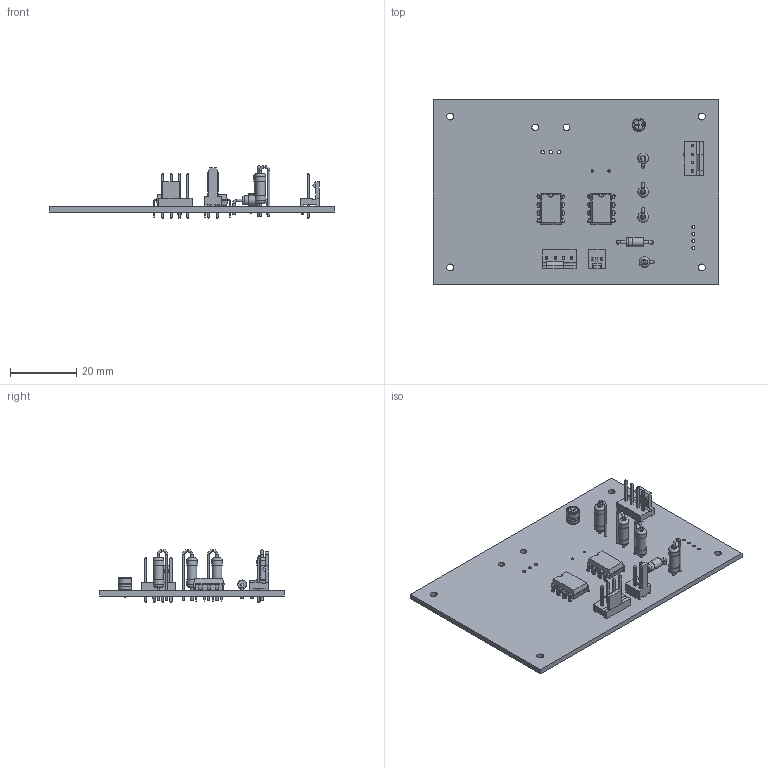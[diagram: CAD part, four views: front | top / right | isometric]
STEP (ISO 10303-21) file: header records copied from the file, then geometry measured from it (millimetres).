
FILE_DESCRIPTION(('KiCad electronic assembly'),'2;1');
FILE_NAME('fluoro_igem.step','2022-08-16T14:02:37',('Pcbnew'),('Kicad'), 'Open CASCADE STEP processor 7.6','KiCad to STEP converter','Unknown' );
FILE_SCHEMA(('AUTOMOTIVE_DESIGN { 1 0 10303 214 1 1 1 1 }'));
Length unit declared in the file: millimetre
Products named in the file (14): fluoro_igem 1; D_DO-41_SOD81_P10.16mm_Horizontal; SOLID; R_Axial_DIN0309_L9.0mm_D3.2mm_P2.54mm_Vertical; FanPinHeader_1x04_P2.54mm_Vertical; CP_Radial_D4.0mm_P2.00mm; Molex_KK-254_AE-6410-02A_1x02_P2.54mm_Vertical; DIP-8_W7.62mm; fluoro_igem PCB
Assembly tree (18 placements, depth 3):
  fluoro_igem 1
    D_DO-41_SOD81_P10.16mm_Horizontal
      SOLID
    R_Axial_DIN0309_L9.0mm_D3.2mm_P2.54mm_Vertical  x4
      SOLID
    FanPinHeader_1x04_P2.54mm_Vertical  x2
      SOLID
    CP_Radial_D4.0mm_P2.00mm
      SOLID
    Molex_KK-254_AE-6410-02A_1x02_P2.54mm_Vertical
      SOLID
    DIP-8_W7.62mm  x2
      SOLID
    fluoro_igem PCB
Bounding box: 86.36 x 55.88 x 15.96 mm (x, y, z)
Volume: 8855.2 mm3; surface area: 12726.6 mm2
Topology: 12 solids, 13 shells, 757 faces, 1834 edges, 1147 vertices
Faces by surface type: bspline 696, cylinder 55, plane 6
Full cylindrical faces by diameter (mm): 0.6 x2, 0.7 x2, 0.8 x24, 0.9 x4, 1 x3, 1.02 x8, 1.1 x4, 1.19 x2, 2 x2, 2.1 x4
Entity records: 31212 total; most frequent: CARTESIAN_POINT 12083, B_SPLINE_CURVE_WITH_KNOTS 2653, ORIENTED_EDGE 2266, PCURVE 2266, DEFINITIONAL_REPRESENTATION 2266, EDGE_CURVE 1133, SURFACE_CURVE 1056, VERTEX_POINT 713
